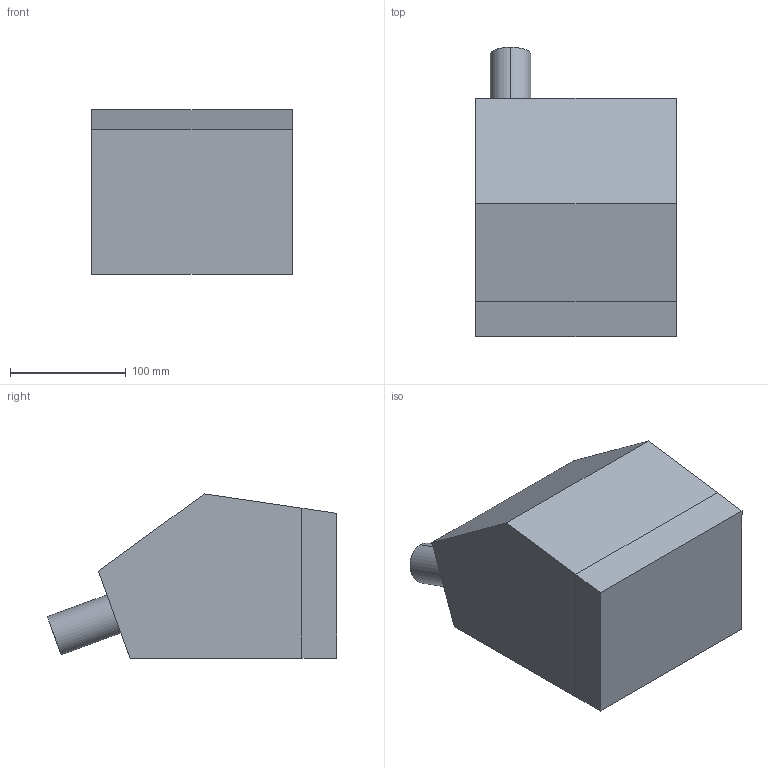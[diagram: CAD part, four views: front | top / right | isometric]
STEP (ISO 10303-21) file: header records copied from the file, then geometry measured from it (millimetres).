
FILE_DESCRIPTION (( 'STEP AP203' ), '1' );
FILE_NAME ('Fuel Tank.STEP', '2022-07-26T11:22:29', ( '' ), ( '' ), 'SwSTEP 2.0', 'SolidWorks 2020', '' );
FILE_SCHEMA (( 'CONFIG_CONTROL_DESIGN' ));
Length unit declared in the file: millimetre
Products named in the file (1): Fuel Tank
Bounding box: 172.95 x 249.87 x 141.81 mm (x, y, z)
Volume: 4227177.6 mm3; surface area: 204925 mm2
Topology: 2 solids, 2 shells, 16 faces, 33 edges, 22 vertices
Faces by surface type: plane 14, cylinder 2
Entity records: 496 total; most frequent: CARTESIAN_POINT 72, DIRECTION 71, ORIENTED_EDGE 66, EDGE_CURVE 33, VECTOR 29, LINE 29, VERTEX_POINT 22, AXIS2_PLACEMENT_3D 21
